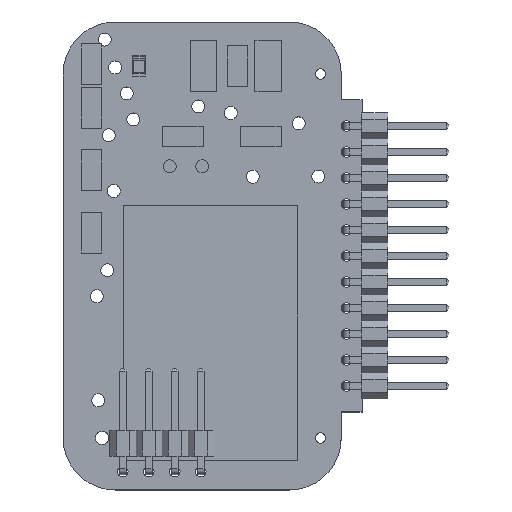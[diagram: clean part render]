
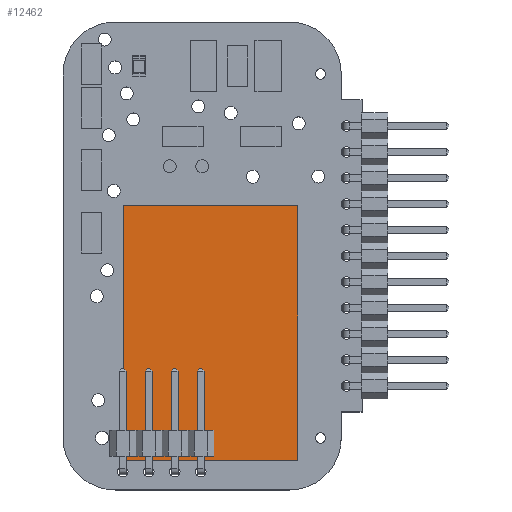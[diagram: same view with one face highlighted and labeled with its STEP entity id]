
A CAD part, top view. The second image highlights one B-rep face of the part: STEP entity #12462.
In plain terms, the highlighted planar face has unit normal (0, 0, 1).
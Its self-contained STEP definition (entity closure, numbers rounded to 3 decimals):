
#1035=PLANE('',#13561);
#1726=FACE_OUTER_BOUND('',#2539,.T.);
#2539=EDGE_LOOP('',(#11612,#11613,#11614,#11615));
#3918=LINE('',#20373,#5303);
#3919=LINE('',#20375,#5304);
#3920=LINE('',#20377,#5305);
#3921=LINE('',#20378,#5306);
#5303=VECTOR('',#16923,10.);
#5304=VECTOR('',#16924,10.);
#5305=VECTOR('',#16925,10.);
#5306=VECTOR('',#16926,10.);
#6627=VERTEX_POINT('',#20371);
#6628=VERTEX_POINT('',#20372);
#6629=VERTEX_POINT('',#20374);
#6630=VERTEX_POINT('',#20376);
#8290=EDGE_CURVE('',#6627,#6628,#3918,.T.);
#8291=EDGE_CURVE('',#6628,#6629,#3919,.T.);
#8292=EDGE_CURVE('',#6629,#6630,#3920,.T.);
#8293=EDGE_CURVE('',#6630,#6627,#3921,.T.);
#11612=ORIENTED_EDGE('',*,*,#8290,.T.);
#11613=ORIENTED_EDGE('',*,*,#8291,.T.);
#11614=ORIENTED_EDGE('',*,*,#8292,.T.);
#11615=ORIENTED_EDGE('',*,*,#8293,.T.);
#12462=ADVANCED_FACE('',(#1726),#1035,.T.);
#13561=AXIS2_PLACEMENT_3D('',#20370,#16921,#16922);
#16921=DIRECTION('center_axis',(0.,0.,1.));
#16922=DIRECTION('ref_axis',(1.,0.,0.));
#16923=DIRECTION('',(0.,1.,0.));
#16924=DIRECTION('',(-1.,0.,0.));
#16925=DIRECTION('',(0.,-1.,0.));
#16926=DIRECTION('',(1.,0.,0.));
#20370=CARTESIAN_POINT('Origin',(0.04,3.719,0.1));
#20371=CARTESIAN_POINT('',(8.54,-8.72,0.1));
#20372=CARTESIAN_POINT('',(8.54,16.157,0.1));
#20373=CARTESIAN_POINT('',(8.54,3.719,0.1));
#20374=CARTESIAN_POINT('',(-8.46,16.157,0.1));
#20375=CARTESIAN_POINT('',(0.04,16.157,0.1));
#20376=CARTESIAN_POINT('',(-8.46,-8.72,0.1));
#20377=CARTESIAN_POINT('',(-8.46,3.719,0.1));
#20378=CARTESIAN_POINT('',(0.04,-8.72,0.1));
